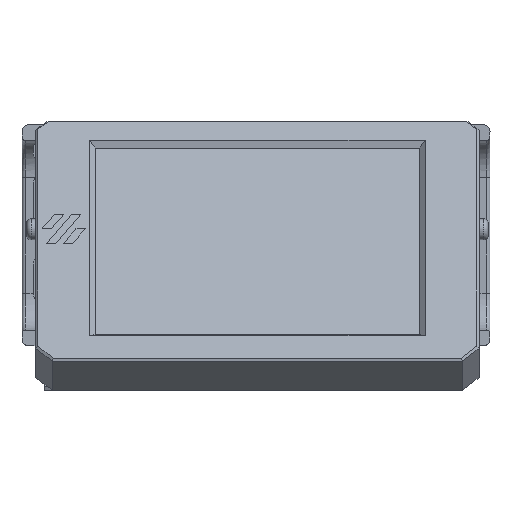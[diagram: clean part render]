
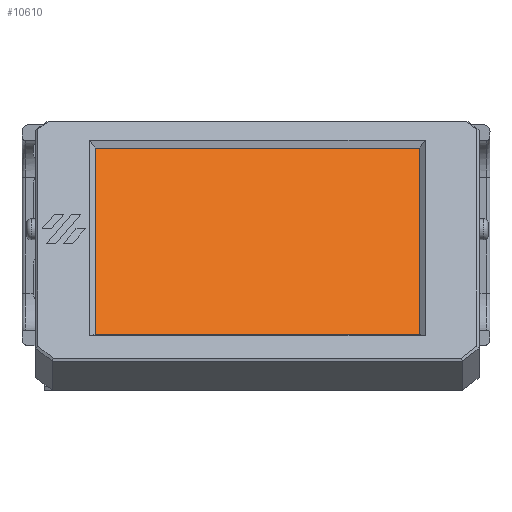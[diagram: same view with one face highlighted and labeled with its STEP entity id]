
A CAD part, front view. The second image highlights one B-rep face of the part: STEP entity #10610.
In plain terms, the highlighted face is planar.
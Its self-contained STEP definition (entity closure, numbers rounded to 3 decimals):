
#702=CIRCLE('',#11572,3.5);
#703=CIRCLE('',#11575,3.5);
#704=CIRCLE('',#11577,3.5);
#705=CIRCLE('',#11580,3.5);
#1342=FACE_OUTER_BOUND('',#2003,.T.);
#2003=EDGE_LOOP('',(#9434,#9435,#9436,#9437,#9438,#9439,#9440,#9441));
#3072=LINE('',#18413,#4154);
#3076=LINE('',#18422,#4158);
#3079=LINE('',#18433,#4161);
#3082=LINE('',#18440,#4164);
#4154=VECTOR('',#14364,10.);
#4158=VECTOR('',#14374,10.);
#4161=VECTOR('',#14387,10.);
#4164=VECTOR('',#14396,10.);
#5103=VERTEX_POINT('',#18410);
#5104=VERTEX_POINT('',#18412);
#5105=VERTEX_POINT('',#18416);
#5106=VERTEX_POINT('',#18420);
#5107=VERTEX_POINT('',#18424);
#5108=VERTEX_POINT('',#18428);
#5109=VERTEX_POINT('',#18432);
#5110=VERTEX_POINT('',#18436);
#6551=EDGE_CURVE('',#5104,#5103,#3072,.T.);
#6554=EDGE_CURVE('',#5103,#5105,#702,.T.);
#6556=EDGE_CURVE('',#5105,#5106,#3076,.T.);
#6558=EDGE_CURVE('',#5106,#5107,#703,.T.);
#6559=EDGE_CURVE('',#5108,#5104,#704,.T.);
#6561=EDGE_CURVE('',#5109,#5108,#3079,.T.);
#6563=EDGE_CURVE('',#5110,#5109,#705,.T.);
#6565=EDGE_CURVE('',#5107,#5110,#3082,.T.);
#9434=ORIENTED_EDGE('',*,*,#6558,.T.);
#9435=ORIENTED_EDGE('',*,*,#6565,.T.);
#9436=ORIENTED_EDGE('',*,*,#6563,.T.);
#9437=ORIENTED_EDGE('',*,*,#6561,.T.);
#9438=ORIENTED_EDGE('',*,*,#6559,.T.);
#9439=ORIENTED_EDGE('',*,*,#6551,.T.);
#9440=ORIENTED_EDGE('',*,*,#6554,.T.);
#9441=ORIENTED_EDGE('',*,*,#6556,.T.);
#10050=PLANE('',#11582);
#10610=ADVANCED_FACE('',(#1342),#10050,.T.);
#11572=AXIS2_PLACEMENT_3D('',#18418,#14369,#14370);
#11575=AXIS2_PLACEMENT_3D('',#18426,#14378,#14379);
#11577=AXIS2_PLACEMENT_3D('',#18429,#14382,#14383);
#11580=AXIS2_PLACEMENT_3D('',#18437,#14391,#14392);
#11582=AXIS2_PLACEMENT_3D('',#18441,#14397,#14398);
#14364=DIRECTION('',(-1.,0.,0.));
#14369=DIRECTION('center_axis',(0.,0.,1.));
#14370=DIRECTION('ref_axis',(0.,1.,0.));
#14374=DIRECTION('',(0.,-1.,0.));
#14378=DIRECTION('center_axis',(0.,0.,1.));
#14379=DIRECTION('ref_axis',(-1.,0.,0.));
#14382=DIRECTION('center_axis',(0.,0.,1.));
#14383=DIRECTION('ref_axis',(1.,0.,0.));
#14387=DIRECTION('',(0.,1.,0.));
#14391=DIRECTION('center_axis',(0.,0.,1.));
#14392=DIRECTION('ref_axis',(0.,-1.,0.));
#14396=DIRECTION('',(1.,0.,0.));
#14397=DIRECTION('center_axis',(0.,0.,1.));
#14398=DIRECTION('ref_axis',(1.,0.,0.));
#18410=CARTESIAN_POINT('',(3.5,71.3,5.2));
#18412=CARTESIAN_POINT('',(49.4,71.3,5.2));
#18413=CARTESIAN_POINT('',(49.4,71.3,5.2));
#18416=CARTESIAN_POINT('',(0.,67.8,5.2));
#18418=CARTESIAN_POINT('Origin',(3.5,67.8,5.2));
#18420=CARTESIAN_POINT('',(0.,3.5,5.2));
#18422=CARTESIAN_POINT('',(0.,67.8,5.2));
#18424=CARTESIAN_POINT('',(3.5,0.,5.2));
#18426=CARTESIAN_POINT('Origin',(3.5,3.5,5.2));
#18428=CARTESIAN_POINT('',(52.9,67.8,5.2));
#18429=CARTESIAN_POINT('Origin',(49.4,67.8,5.2));
#18432=CARTESIAN_POINT('',(52.9,3.5,5.2));
#18433=CARTESIAN_POINT('',(52.9,3.5,5.2));
#18436=CARTESIAN_POINT('',(49.4,0.,5.2));
#18437=CARTESIAN_POINT('Origin',(49.4,3.5,5.2));
#18440=CARTESIAN_POINT('',(3.5,0.,5.2));
#18441=CARTESIAN_POINT('Origin',(26.45,35.65,5.2));
